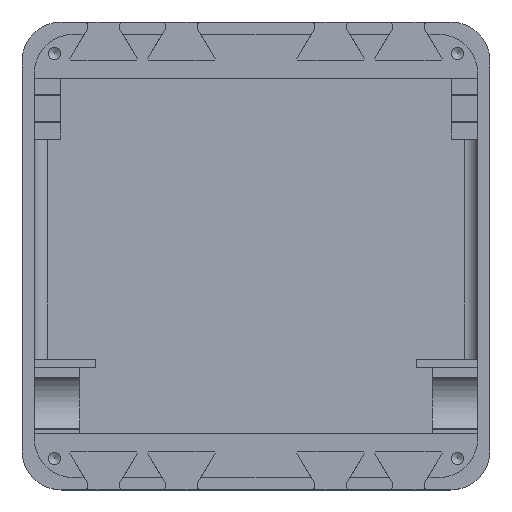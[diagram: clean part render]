
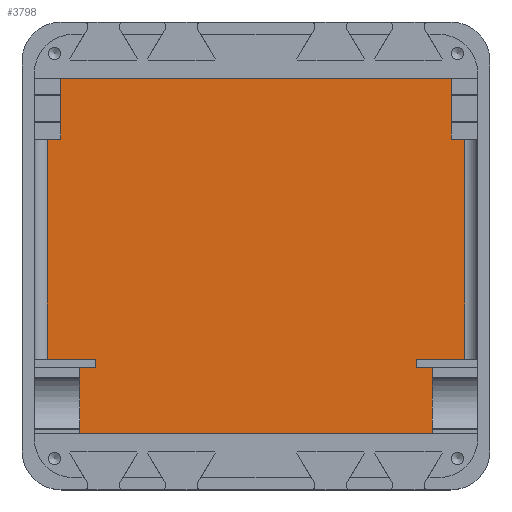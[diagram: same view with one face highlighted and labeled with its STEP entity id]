
A CAD part, top view. The second image highlights one B-rep face of the part: STEP entity #3798.
In plain terms, the highlighted planar face has unit normal (0, 0, 1).
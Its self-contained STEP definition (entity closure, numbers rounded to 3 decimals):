
#126=PLANE('',#4084);
#343=FACE_OUTER_BOUND('',#553,.T.);
#553=EDGE_LOOP('',(#3238,#3239,#3240,#3241,#3242,#3243,#3244,#3245,#3246,
#3247,#3248,#3249,#3250,#3251,#3252,#3253));
#914=LINE('',#5923,#1348);
#946=LINE('',#6006,#1380);
#960=LINE('',#6050,#1394);
#966=LINE('',#6064,#1400);
#967=LINE('',#6066,#1401);
#968=LINE('',#6068,#1402);
#969=LINE('',#6070,#1403);
#970=LINE('',#6072,#1404);
#971=LINE('',#6074,#1405);
#972=LINE('',#6076,#1406);
#973=LINE('',#6078,#1407);
#974=LINE('',#6080,#1408);
#975=LINE('',#6081,#1409);
#976=LINE('',#6083,#1410);
#977=LINE('',#6085,#1411);
#978=LINE('',#6086,#1412);
#1348=VECTOR('',#4789,10.);
#1380=VECTOR('',#4851,10.);
#1394=VECTOR('',#4885,10.);
#1400=VECTOR('',#4897,10.);
#1401=VECTOR('',#4898,10.);
#1402=VECTOR('',#4899,10.);
#1403=VECTOR('',#4900,10.);
#1404=VECTOR('',#4901,10.);
#1405=VECTOR('',#4902,10.);
#1406=VECTOR('',#4903,10.);
#1407=VECTOR('',#4904,10.);
#1408=VECTOR('',#4905,10.);
#1409=VECTOR('',#4906,10.);
#1410=VECTOR('',#4907,10.);
#1411=VECTOR('',#4908,10.);
#1412=VECTOR('',#4909,10.);
#1865=VERTEX_POINT('',#5920);
#1866=VERTEX_POINT('',#5922);
#1901=VERTEX_POINT('',#6003);
#1902=VERTEX_POINT('',#6005);
#1916=VERTEX_POINT('',#6049);
#1921=VERTEX_POINT('',#6063);
#1922=VERTEX_POINT('',#6065);
#1923=VERTEX_POINT('',#6067);
#1924=VERTEX_POINT('',#6069);
#1925=VERTEX_POINT('',#6071);
#1926=VERTEX_POINT('',#6073);
#1927=VERTEX_POINT('',#6075);
#1928=VERTEX_POINT('',#6077);
#1929=VERTEX_POINT('',#6079);
#1930=VERTEX_POINT('',#6082);
#1931=VERTEX_POINT('',#6084);
#2325=EDGE_CURVE('',#1866,#1865,#914,.T.);
#2367=EDGE_CURVE('',#1901,#1902,#946,.T.);
#2387=EDGE_CURVE('',#1916,#1866,#960,.T.);
#2394=EDGE_CURVE('',#1865,#1921,#966,.T.);
#2395=EDGE_CURVE('',#1921,#1922,#967,.T.);
#2396=EDGE_CURVE('',#1922,#1923,#968,.T.);
#2397=EDGE_CURVE('',#1923,#1924,#969,.T.);
#2398=EDGE_CURVE('',#1925,#1924,#970,.T.);
#2399=EDGE_CURVE('',#1925,#1926,#971,.T.);
#2400=EDGE_CURVE('',#1926,#1927,#972,.T.);
#2401=EDGE_CURVE('',#1927,#1928,#973,.T.);
#2402=EDGE_CURVE('',#1928,#1929,#974,.T.);
#2403=EDGE_CURVE('',#1929,#1902,#975,.T.);
#2404=EDGE_CURVE('',#1901,#1930,#976,.T.);
#2405=EDGE_CURVE('',#1930,#1931,#977,.T.);
#2406=EDGE_CURVE('',#1931,#1916,#978,.T.);
#3238=ORIENTED_EDGE('',*,*,#2325,.T.);
#3239=ORIENTED_EDGE('',*,*,#2394,.T.);
#3240=ORIENTED_EDGE('',*,*,#2395,.T.);
#3241=ORIENTED_EDGE('',*,*,#2396,.T.);
#3242=ORIENTED_EDGE('',*,*,#2397,.T.);
#3243=ORIENTED_EDGE('',*,*,#2398,.F.);
#3244=ORIENTED_EDGE('',*,*,#2399,.T.);
#3245=ORIENTED_EDGE('',*,*,#2400,.T.);
#3246=ORIENTED_EDGE('',*,*,#2401,.T.);
#3247=ORIENTED_EDGE('',*,*,#2402,.T.);
#3248=ORIENTED_EDGE('',*,*,#2403,.T.);
#3249=ORIENTED_EDGE('',*,*,#2367,.F.);
#3250=ORIENTED_EDGE('',*,*,#2404,.T.);
#3251=ORIENTED_EDGE('',*,*,#2405,.T.);
#3252=ORIENTED_EDGE('',*,*,#2406,.T.);
#3253=ORIENTED_EDGE('',*,*,#2387,.T.);
#3798=ADVANCED_FACE('',(#343),#126,.F.);
#4084=AXIS2_PLACEMENT_3D('',#6062,#4895,#4896);
#4789=DIRECTION('',(1.,0.,0.));
#4851=DIRECTION('',(0.,1.,0.));
#4885=DIRECTION('',(0.,-1.,0.));
#4895=DIRECTION('center_axis',(0.,0.,-1.));
#4896=DIRECTION('ref_axis',(-1.,0.,0.));
#4897=DIRECTION('',(0.,1.,0.));
#4898=DIRECTION('',(-1.,0.,0.));
#4899=DIRECTION('',(0.,1.,0.));
#4900=DIRECTION('',(1.,0.,0.));
#4901=DIRECTION('',(0.,-1.,0.));
#4902=DIRECTION('',(-1.,0.,0.));
#4903=DIRECTION('',(0.,1.,0.));
#4904=DIRECTION('',(-1.,0.,0.));
#4905=DIRECTION('',(0.,-1.,0.));
#4906=DIRECTION('',(-1.,0.,0.));
#4907=DIRECTION('',(1.,0.,0.));
#4908=DIRECTION('',(0.,-1.,0.));
#4909=DIRECTION('',(-1.,0.,0.));
#5920=CARTESIAN_POINT('',(43.096,-43.46,2.997));
#5922=CARTESIAN_POINT('',(-43.096,-43.46,2.997));
#5923=CARTESIAN_POINT('',(-27.075,-43.46,2.997));
#6003=CARTESIAN_POINT('',(-50.975,-25.202,2.997));
#6005=CARTESIAN_POINT('',(-50.975,28.526,2.997));
#6006=CARTESIAN_POINT('',(-50.975,-27.075,2.997));
#6049=CARTESIAN_POINT('',(-43.096,-27.202,2.997));
#6050=CARTESIAN_POINT('',(-43.096,-18.163,2.997));
#6062=CARTESIAN_POINT('Origin',(0.,0.,2.997));
#6063=CARTESIAN_POINT('',(43.096,-27.202,2.997));
#6064=CARTESIAN_POINT('',(43.096,-18.163,2.997));
#6065=CARTESIAN_POINT('',(39.096,-27.202,2.997));
#6066=CARTESIAN_POINT('',(27.048,-27.202,2.997));
#6067=CARTESIAN_POINT('',(39.096,-25.202,2.997));
#6068=CARTESIAN_POINT('',(39.096,-13.601,2.997));
#6069=CARTESIAN_POINT('',(50.975,-25.202,2.997));
#6070=CARTESIAN_POINT('',(19.548,-25.202,2.997));
#6071=CARTESIAN_POINT('',(50.975,28.526,2.997));
#6072=CARTESIAN_POINT('',(50.975,27.075,2.997));
#6073=CARTESIAN_POINT('',(47.65,28.526,2.997));
#6074=CARTESIAN_POINT('',(27.075,28.526,2.997));
#6075=CARTESIAN_POINT('',(47.65,43.46,2.997));
#6076=CARTESIAN_POINT('',(47.65,0.204,2.997));
#6077=CARTESIAN_POINT('',(-47.65,43.46,2.997));
#6078=CARTESIAN_POINT('',(-27.075,43.46,2.997));
#6079=CARTESIAN_POINT('',(-47.65,28.526,2.997));
#6080=CARTESIAN_POINT('',(-47.65,0.204,2.997));
#6081=CARTESIAN_POINT('',(-27.075,28.526,2.997));
#6082=CARTESIAN_POINT('',(-39.096,-25.202,2.997));
#6083=CARTESIAN_POINT('',(-19.548,-25.202,2.997));
#6084=CARTESIAN_POINT('',(-39.096,-27.202,2.997));
#6085=CARTESIAN_POINT('',(-39.096,-13.601,2.997));
#6086=CARTESIAN_POINT('',(-27.048,-27.202,2.997));
